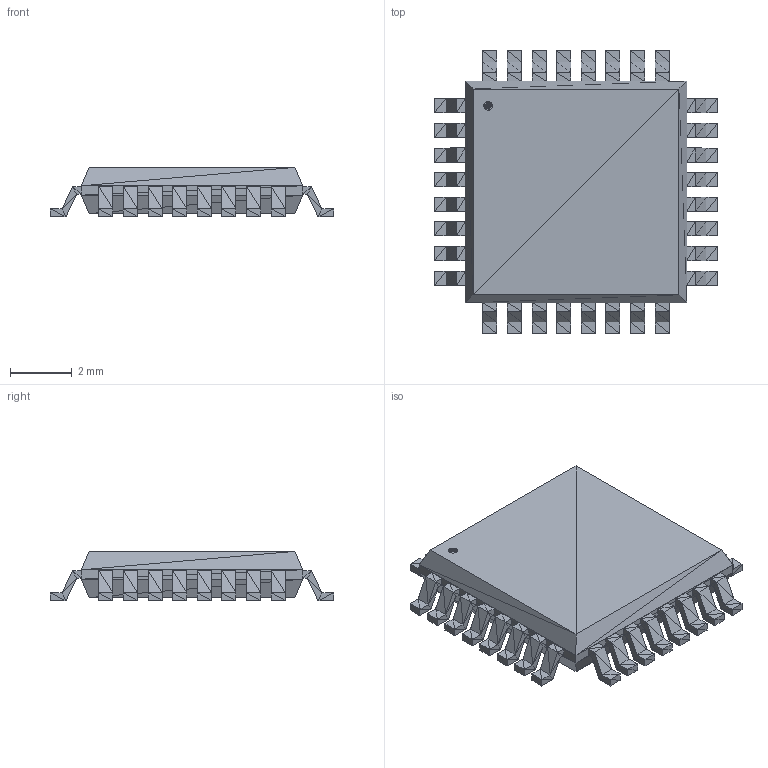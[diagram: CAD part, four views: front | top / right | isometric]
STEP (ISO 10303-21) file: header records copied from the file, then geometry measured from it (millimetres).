
FILE_DESCRIPTION(('STEP AP214'),'1');
FILE_NAME('VF32','2020-03-22T23:05:43',(''),(''),'','','');
FILE_SCHEMA(('AUTOMOTIVE_DESIGN'));
Length unit declared in the file: millimetre
Products named in the file (1): product
Bounding box: 9.19 x 9.19 x 1.6 mm (x, y, z)
Surface area: 206.6 mm2 (no closed solid volume)
Topology: 0 solids, 1052 shells, 1052 faces, 3156 edges, 3156 vertices
Faces by surface type: plane 1052
Entity records: 34775 total; most frequent: CARTESIAN_POINT 7365, DIRECTION 5262, ORIENTED_EDGE 3156, EDGE_CURVE 3156, VERTEX_POINT 3156, LINE 3156, VECTOR 3156, AXIS2_PLACEMENT_3D 1053
